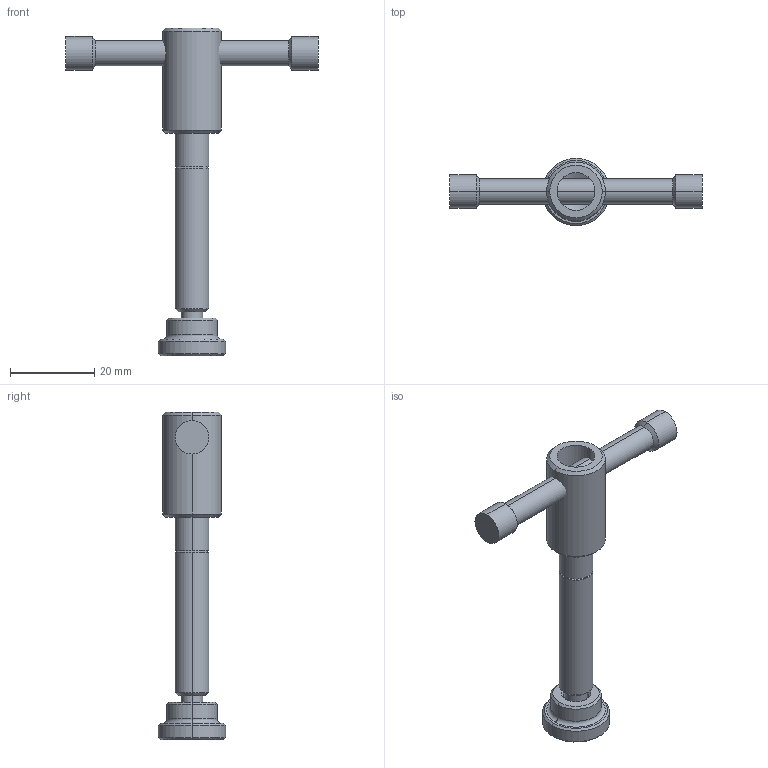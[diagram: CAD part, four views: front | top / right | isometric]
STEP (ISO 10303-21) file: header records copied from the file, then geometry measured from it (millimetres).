
FILE_DESCRIPTION(('STEP AP214'),'1');
FILE_NAME('HALDERN_EH_24500_0109.stp','2014-09-15T07:39:38',('TraceParts'),('TraceParts S.A.'),'XStep 1.0',' ',' ');
FILE_SCHEMA(('automotive_design'));
Length unit declared in the file: millimetre
Products named in the file (3): 1; 2; 3
Bounding box: 60 x 16 x 78 mm (x, y, z)
Volume: 8296.6 mm3; surface area: 5181 mm2
Topology: 3 solids, 3 shells, 71 faces, 142 edges, 79 vertices
Faces by surface type: cylinder 28, cone 24, plane 11, torus 6, sphere 2
Entity records: 3507 total; most frequent: DIRECTION 368, STYLED_ITEM 289, PRESENTATION_STYLE_ASSIGNMENT 289, CARTESIAN_POINT 289, COLOUR_RGB 289, ORIENTED_EDGE 272, AXIS2_PLACEMENT_3D 158, EDGE_CURVE 136
